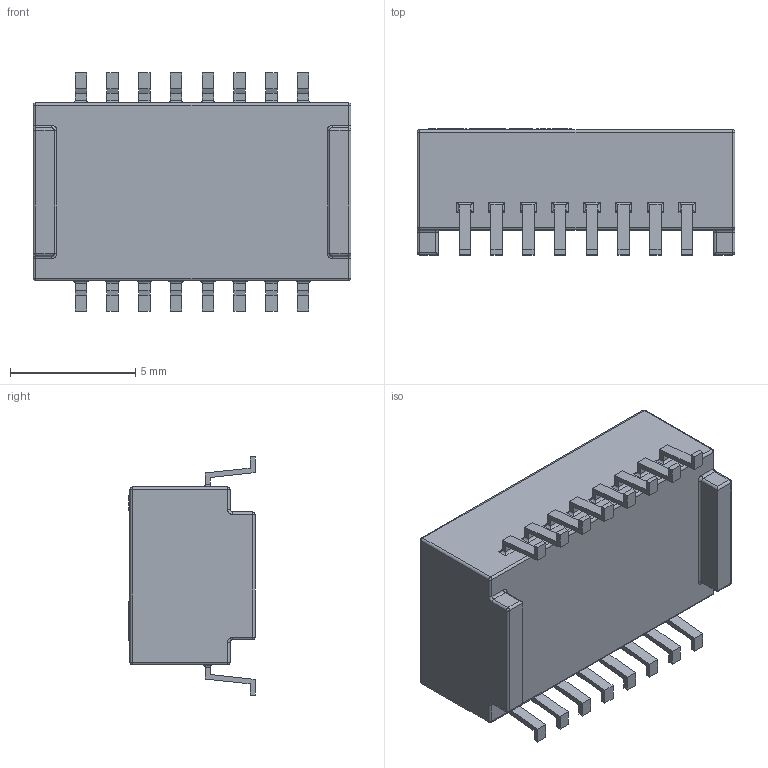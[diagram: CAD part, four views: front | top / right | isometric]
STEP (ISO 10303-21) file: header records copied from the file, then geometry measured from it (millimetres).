
FILE_DESCRIPTION (( 'STEP AP214' ), '1' );
FILE_NAME ('User Library-Halo_SMD10base-T Module.STEP', '2021-12-09T09:23:38', ( '' ), ( '' ), 'SwSTEP 2.0', 'SolidWorks 2021', '' );
FILE_SCHEMA (( 'AUTOMOTIVE_DESIGN' ));
Length unit declared in the file: millimetre
Products named in the file (1): User Library-Halo_SMD10base-T Module
Bounding box: 12.7 x 5.04 x 9.52 mm (x, y, z)
Volume: 374.1 mm3; surface area: 417.5 mm2
Topology: 1 solids, 1 shells, 324 faces, 789 edges, 478 vertices
Faces by surface type: plane 194, cylinder 100, sphere 12, bspline 10, torus 8
Entity records: 13397 total; most frequent: CARTESIAN_POINT 2562, ORIENTED_EDGE 1554, DIRECTION 1391, EDGE_CURVE 777, VECTOR 617, LINE 617, VERTEX_POINT 478, AXIS2_PLACEMENT_3D 387
